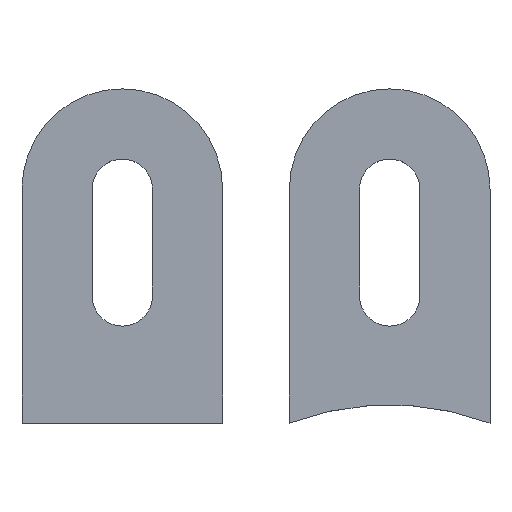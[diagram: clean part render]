
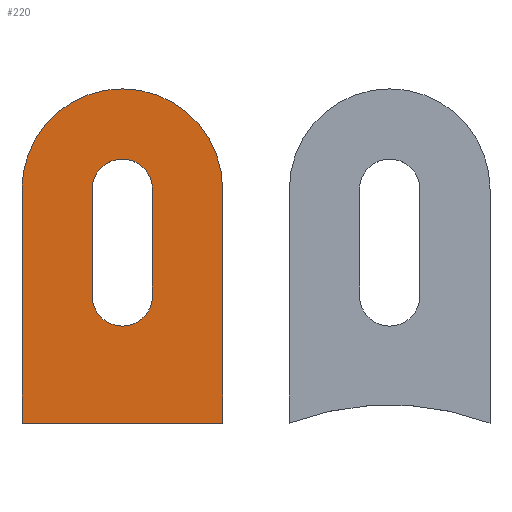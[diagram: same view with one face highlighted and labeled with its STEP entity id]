
A CAD part, top view. The second image highlights one B-rep face of the part: STEP entity #220.
In plain terms, the highlighted planar face has unit normal (0, 0, 1).
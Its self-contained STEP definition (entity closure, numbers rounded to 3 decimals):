
#50=DIRECTION('',(1.,0.,0.));
#51=VECTOR('',#50,30.);
#52=CARTESIAN_POINT('',(-15.,0.,0.));
#53=LINE('',#52,#51);
#54=DIRECTION('',(0.,-1.,0.));
#55=VECTOR('',#54,35.);
#56=CARTESIAN_POINT('',(-15.,35.,0.));
#57=LINE('',#56,#55);
#58=CARTESIAN_POINT('',(0.,35.,0.));
#59=DIRECTION('',(0.,0.,1.));
#60=DIRECTION('',(1.,0.,0.));
#61=AXIS2_PLACEMENT_3D('',#58,#59,#60);
#63=DIRECTION('',(0.,1.,0.));
#64=VECTOR('',#63,35.);
#65=CARTESIAN_POINT('',(15.,0.,0.));
#66=LINE('',#65,#64);
#67=CARTESIAN_POINT('',(0.,19.,0.));
#68=DIRECTION('',(0.,0.,-1.));
#69=DIRECTION('',(1.,0.,0.));
#70=AXIS2_PLACEMENT_3D('',#67,#68,#69);
#72=DIRECTION('',(0.,-1.,0.));
#73=VECTOR('',#72,16.);
#74=CARTESIAN_POINT('',(4.5,35.,0.));
#75=LINE('',#74,#73);
#76=CARTESIAN_POINT('',(0.,35.,0.));
#77=DIRECTION('',(0.,0.,-1.));
#78=DIRECTION('',(-1.,0.,0.));
#79=AXIS2_PLACEMENT_3D('',#76,#77,#78);
#81=DIRECTION('',(0.,1.,0.));
#82=VECTOR('',#81,16.);
#83=CARTESIAN_POINT('',(-4.5,19.,0.));
#84=LINE('',#83,#82);
#148=CARTESIAN_POINT('',(-15.,0.,0.));
#149=CARTESIAN_POINT('',(15.,0.,0.));
#150=VERTEX_POINT('',#148);
#151=VERTEX_POINT('',#149);
#152=CARTESIAN_POINT('',(15.,35.,0.));
#153=VERTEX_POINT('',#152);
#154=CARTESIAN_POINT('',(-15.,35.,0.));
#155=VERTEX_POINT('',#154);
#156=CARTESIAN_POINT('',(-4.5,19.,0.));
#157=CARTESIAN_POINT('',(-4.5,35.,0.));
#158=VERTEX_POINT('',#156);
#159=VERTEX_POINT('',#157);
#160=CARTESIAN_POINT('',(4.5,35.,0.));
#161=VERTEX_POINT('',#160);
#162=CARTESIAN_POINT('',(4.5,19.,0.));
#163=VERTEX_POINT('',#162);
#196=CARTESIAN_POINT('',(0.,0.,0.));
#197=DIRECTION('',(0.,0.,1.));
#198=DIRECTION('',(1.,0.,0.));
#199=AXIS2_PLACEMENT_3D('',#196,#197,#198);
#200=PLANE('',#199);
#202=ORIENTED_EDGE('',*,*,#201,.F.);
#204=ORIENTED_EDGE('',*,*,#203,.F.);
#206=ORIENTED_EDGE('',*,*,#205,.F.);
#208=ORIENTED_EDGE('',*,*,#207,.F.);
#209=EDGE_LOOP('',(#202,#204,#206,#208));
#210=FACE_OUTER_BOUND('',#209,.F.);
#212=ORIENTED_EDGE('',*,*,#211,.F.);
#213=ORIENTED_EDGE('',*,*,#185,.F.);
#215=ORIENTED_EDGE('',*,*,#214,.F.);
#217=ORIENTED_EDGE('',*,*,#216,.F.);
#218=EDGE_LOOP('',(#212,#213,#215,#217));
#219=FACE_BOUND('',#218,.F.);
#62=CIRCLE('',#61,15.);
#71=CIRCLE('',#70,4.5);
#80=CIRCLE('',#79,4.5);
#185=EDGE_CURVE('',#161,#163,#75,.T.);
#201=EDGE_CURVE('',#150,#151,#53,.T.);
#203=EDGE_CURVE('',#155,#150,#57,.T.);
#205=EDGE_CURVE('',#153,#155,#62,.T.);
#207=EDGE_CURVE('',#151,#153,#66,.T.);
#211=EDGE_CURVE('',#163,#158,#71,.T.);
#214=EDGE_CURVE('',#159,#161,#80,.T.);
#216=EDGE_CURVE('',#158,#159,#84,.T.);
#220=ADVANCED_FACE('',(#210,#219),#200,.T.);
